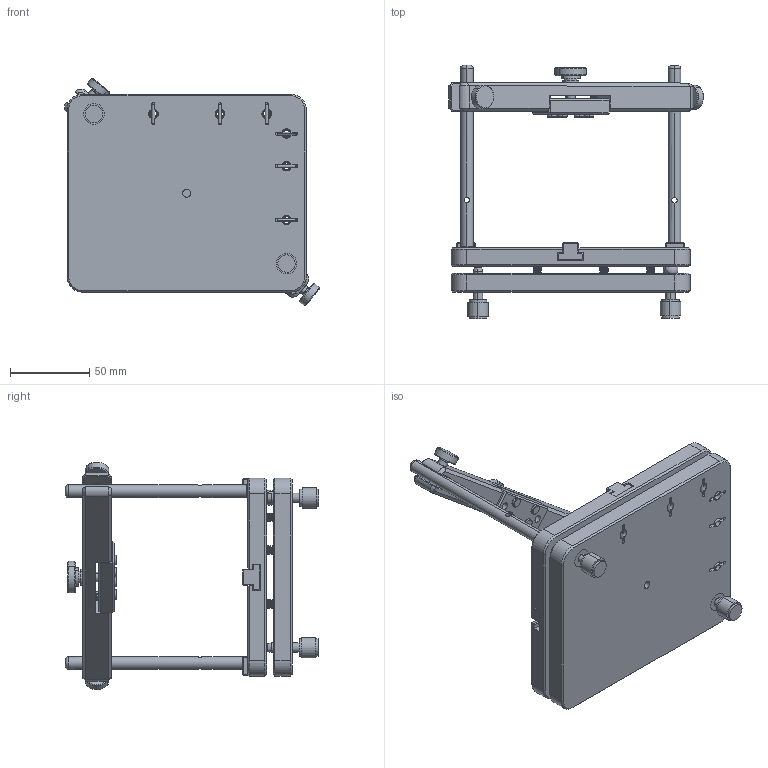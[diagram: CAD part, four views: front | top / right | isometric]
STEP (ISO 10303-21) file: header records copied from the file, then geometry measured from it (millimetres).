
FILE_DESCRIPTION (( 'STEP AP203' ), '1' );
FILE_NAME ('长方体激光器夹持件SLD.STEP', '2015-12-16T02:14:20', ( '' ), ( '' ), 'SwSTEP 2.0', 'SolidWorks 2015', '' );
FILE_SCHEMA (( 'CONFIG_CONTROL_DESIGN' ));
Products named in the file (2): 长方体激光器夹持件SLD
Bounding box: 160.89 x 159.9 x 143.66 mm (x, y, z)
Volume: 496331.8 mm3; surface area: 136275.7 mm2
Topology: 48 solids, 48 shells, 1040 faces, 2386 edges, 1451 vertices
Faces by surface type: plane 511, cylinder 267, cone 156, torus 84, bspline 16, sphere 6
Entity records: 67656 total; most frequent: CARTESIAN_POINT 43595, DIRECTION 5227, ORIENTED_EDGE 4746, EDGE_CURVE 2373, AXIS2_PLACEMENT_3D 1924, VERTEX_POINT 1448, VECTOR 1379, LINE 1379
